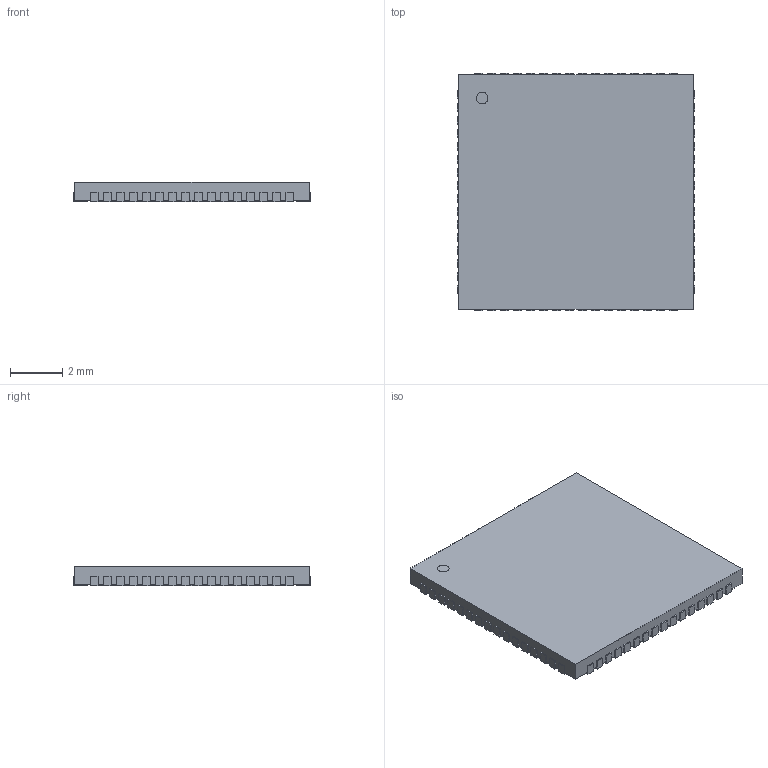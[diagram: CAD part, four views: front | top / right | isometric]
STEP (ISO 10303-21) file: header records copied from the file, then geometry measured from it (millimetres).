
FILE_DESCRIPTION(/* description */ (''),/* implementation_level */ '2;1');
FILE_NAME(/* name */ 'CP_64_15_ADI.step',/* time_stamp */ '2021-02-07T12:55:44+02:00',/* author */ (''),/* organization */ (''),/* preprocessor_version */ 'ST-DEVELOPER v18.1',/* originating_system */ 'Autodesk Translation Framework v9.7.1.1290',/* authorisation */ '');
FILE_SCHEMA (('AUTOMOTIVE_DESIGN { 1 0 10303 214 3 1 1 }'));
Length unit declared in the file: millimetre
Products named in the file (1): (Unsaved)
Bounding box: 9.1 x 9.1 x 0.75 mm (x, y, z)
Volume: 60.4 mm3; surface area: 345.7 mm2
Topology: 67 solids, 67 shells, 527 faces, 1179 edges, 786 vertices
Faces by surface type: plane 526, cylinder 1
Full cylindrical faces by diameter (mm): 0.45 x1
Entity records: 14830 total; most frequent: CARTESIAN_POINT 2493, ORIENTED_EDGE 2358, DIRECTION 2237, EDGE_CURVE 1179, LINE 1177, VECTOR 1177, VERTEX_POINT 786, STYLED_ITEM 594
